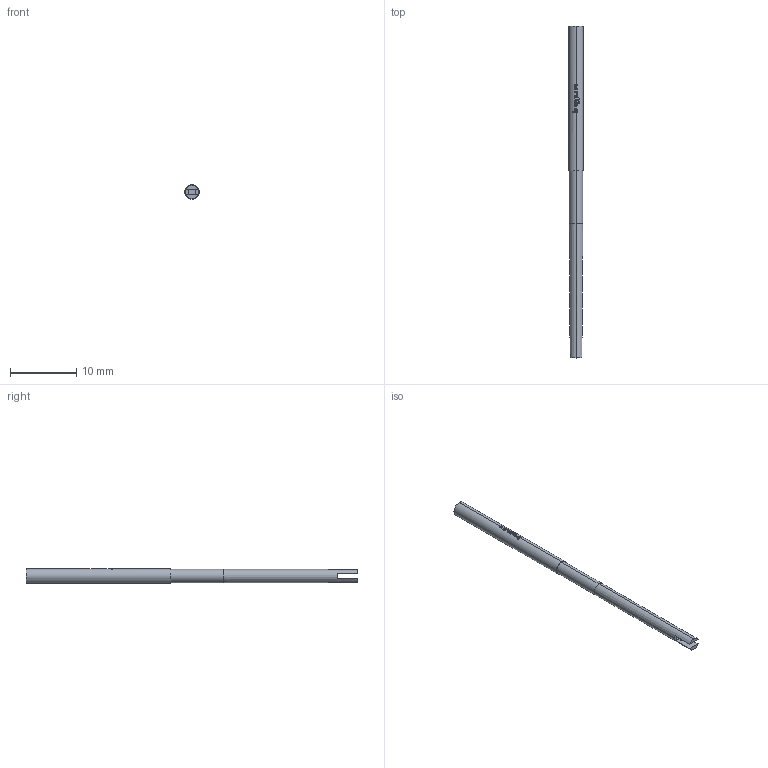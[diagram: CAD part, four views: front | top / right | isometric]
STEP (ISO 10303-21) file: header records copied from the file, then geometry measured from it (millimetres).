
FILE_DESCRIPTION (( 'STEP AP203' ), '1' );
FILE_NAME ('INGUN_KS-VF100.STEP', '2022-02-09T05:39:02', ( 'ochi' ), ( '' ), 'SwSTEP 2.0', 'SolidWorks 2018', '' );
FILE_SCHEMA (( 'CONFIG_CONTROL_DESIGN' ));
Length unit declared in the file: millimetre
Products named in the file (1): INGUN_KS-VF100
Bounding box: 2.2 x 50 x 2.2 mm (x, y, z)
Volume: 161.6 mm3; surface area: 351.9 mm2
Topology: 1 solids, 1 shells, 92 faces, 261 edges, 173 vertices
Faces by surface type: plane 49, bspline 22, cylinder 16, cone 5
Entity records: 3369 total; most frequent: CARTESIAN_POINT 1070, ORIENTED_EDGE 522, DIRECTION 390, EDGE_CURVE 261, VERTEX_POINT 173, AXIS2_PLACEMENT_3D 151, EDGE_LOOP 94, B_SPLINE_CURVE_WITH_KNOTS 93
